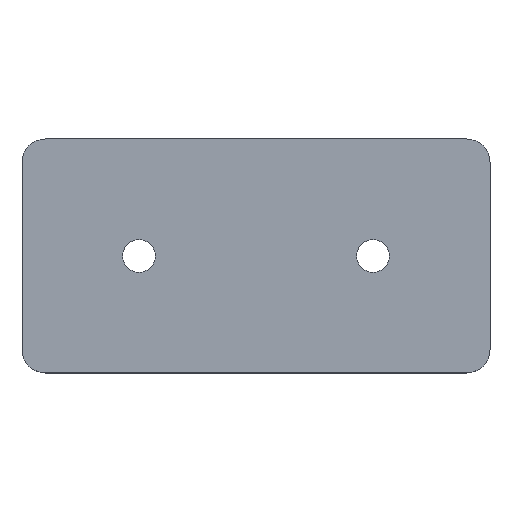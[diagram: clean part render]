
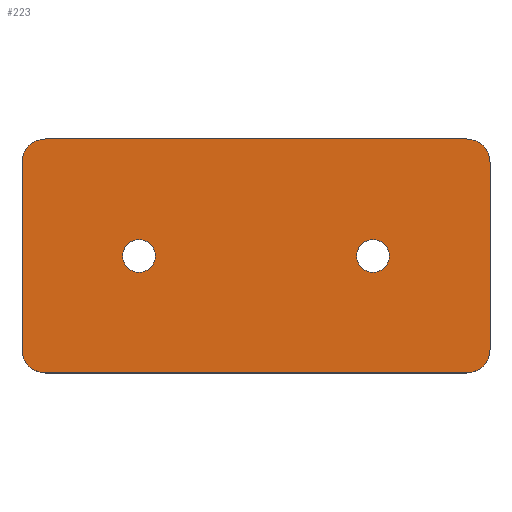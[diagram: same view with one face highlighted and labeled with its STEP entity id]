
A CAD part, top view. The second image highlights one B-rep face of the part: STEP entity #223.
In plain terms, the highlighted planar face has unit normal (0, 0, 1).
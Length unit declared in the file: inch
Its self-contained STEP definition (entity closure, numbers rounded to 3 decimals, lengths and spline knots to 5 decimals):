
#21=PLANE('',#249);
#27=LINE('',#342,#43);
#31=LINE('',#354,#47);
#35=LINE('',#366,#51);
#38=LINE('',#375,#54);
#43=VECTOR('',#277,1.8);
#47=VECTOR('',#289,0.8);
#51=VECTOR('',#301,1.8);
#54=VECTOR('',#312,0.8);
#57=FACE_BOUND('',#86,.T.);
#58=FACE_BOUND('',#87,.T.);
#71=FACE_OUTER_BOUND('',#85,.T.);
#85=EDGE_LOOP('',(#187,#188,#189,#190,#191,#192,#193,#194));
#86=EDGE_LOOP('',(#195));
#87=EDGE_LOOP('',(#196));
#92=CIRCLE('',#229,0.07);
#94=CIRCLE('',#232,0.07);
#96=CIRCLE('',#235,0.1);
#98=CIRCLE('',#239,0.1);
#100=CIRCLE('',#243,0.1);
#102=CIRCLE('',#247,0.1);
#104=VERTEX_POINT('',#321);
#106=VERTEX_POINT('',#326);
#109=VERTEX_POINT('',#332);
#110=VERTEX_POINT('',#334);
#112=VERTEX_POINT('',#340);
#114=VERTEX_POINT('',#346);
#116=VERTEX_POINT('',#352);
#118=VERTEX_POINT('',#358);
#120=VERTEX_POINT('',#364);
#122=VERTEX_POINT('',#370);
#124=EDGE_CURVE('',#104,#104,#92,.T.);
#126=EDGE_CURVE('',#106,#106,#94,.T.);
#129=EDGE_CURVE('',#110,#109,#96,.T.);
#133=EDGE_CURVE('',#109,#112,#27,.T.);
#136=EDGE_CURVE('',#112,#114,#98,.T.);
#139=EDGE_CURVE('',#114,#116,#31,.T.);
#142=EDGE_CURVE('',#116,#118,#100,.T.);
#145=EDGE_CURVE('',#118,#120,#35,.T.);
#148=EDGE_CURVE('',#120,#122,#102,.T.);
#150=EDGE_CURVE('',#122,#110,#38,.T.);
#187=ORIENTED_EDGE('',*,*,#129,.T.);
#188=ORIENTED_EDGE('',*,*,#133,.T.);
#189=ORIENTED_EDGE('',*,*,#136,.T.);
#190=ORIENTED_EDGE('',*,*,#139,.T.);
#191=ORIENTED_EDGE('',*,*,#142,.T.);
#192=ORIENTED_EDGE('',*,*,#145,.T.);
#193=ORIENTED_EDGE('',*,*,#148,.T.);
#194=ORIENTED_EDGE('',*,*,#150,.T.);
#195=ORIENTED_EDGE('',*,*,#124,.F.);
#196=ORIENTED_EDGE('',*,*,#126,.F.);
#223=ADVANCED_FACE('',(#71,#57,#58),#21,.T.);
#229=AXIS2_PLACEMENT_3D('',#322,#257,#258);
#232=AXIS2_PLACEMENT_3D('',#327,#263,#264);
#235=AXIS2_PLACEMENT_3D('',#335,#270,#271);
#239=AXIS2_PLACEMENT_3D('',#348,#283,#284);
#243=AXIS2_PLACEMENT_3D('',#360,#295,#296);
#247=AXIS2_PLACEMENT_3D('',#372,#307,#308);
#249=AXIS2_PLACEMENT_3D('',#376,#313,#314);
#257=DIRECTION('center_axis',(0.,0.,1.));
#258=DIRECTION('ref_axis',(1.,0.,0.));
#263=DIRECTION('center_axis',(0.,0.,1.));
#264=DIRECTION('ref_axis',(1.,0.,0.));
#270=DIRECTION('center_axis',(0.,0.,1.));
#271=DIRECTION('ref_axis',(1.,0.,0.));
#277=DIRECTION('',(-1.,0.,0.));
#283=DIRECTION('center_axis',(0.,0.,1.));
#284=DIRECTION('ref_axis',(1.,0.,0.));
#289=DIRECTION('',(0.,-1.,0.));
#295=DIRECTION('center_axis',(0.,0.,1.));
#296=DIRECTION('ref_axis',(-1.,0.,0.));
#301=DIRECTION('',(1.,0.,0.));
#307=DIRECTION('center_axis',(0.,0.,1.));
#308=DIRECTION('ref_axis',(1.,0.,0.));
#312=DIRECTION('',(0.,1.,0.));
#313=DIRECTION('center_axis',(0.,0.,1.));
#314=DIRECTION('ref_axis',(1.,0.,0.));
#321=CARTESIAN_POINT('',(0.57,0.,0.23622));
#322=CARTESIAN_POINT('Origin',(0.5,0.,0.23622));
#326=CARTESIAN_POINT('',(-0.43,0.,0.23622));
#327=CARTESIAN_POINT('Origin',(-0.5,0.,0.23622));
#332=CARTESIAN_POINT('',(0.9,0.5,0.23622));
#334=CARTESIAN_POINT('',(1.,0.4,0.23622));
#335=CARTESIAN_POINT('Origin',(0.9,0.4,0.23622));
#340=CARTESIAN_POINT('',(-0.9,0.5,0.23622));
#342=CARTESIAN_POINT('',(0.9,0.5,0.23622));
#346=CARTESIAN_POINT('',(-1.,0.4,0.23622));
#348=CARTESIAN_POINT('Origin',(-0.9,0.4,0.23622));
#352=CARTESIAN_POINT('',(-1.,-0.4,0.23622));
#354=CARTESIAN_POINT('',(-1.,-0.4,0.23622));
#358=CARTESIAN_POINT('',(-0.9,-0.5,0.23622));
#360=CARTESIAN_POINT('Origin',(-0.9,-0.4,0.23622));
#364=CARTESIAN_POINT('',(0.9,-0.5,0.23622));
#366=CARTESIAN_POINT('',(0.9,-0.5,0.23622));
#370=CARTESIAN_POINT('',(1.,-0.4,0.23622));
#372=CARTESIAN_POINT('Origin',(0.9,-0.4,0.23622));
#375=CARTESIAN_POINT('',(1.,-0.4,0.23622));
#376=CARTESIAN_POINT('Origin',(0.9,0.4,0.23622));
